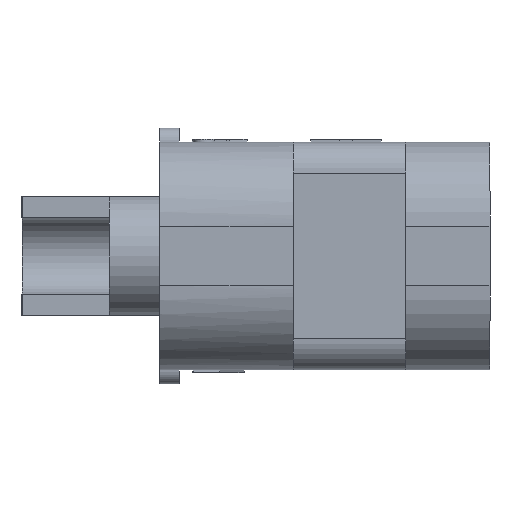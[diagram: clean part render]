
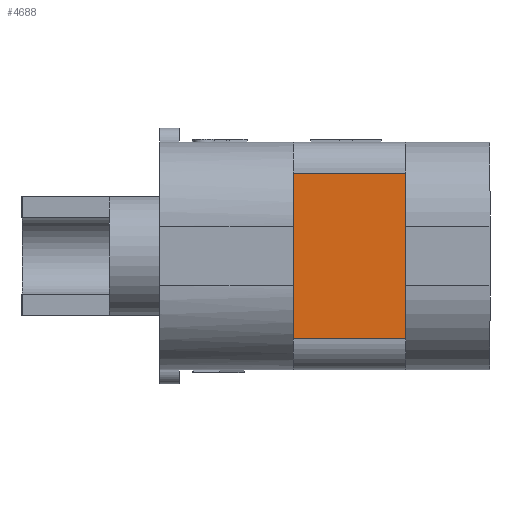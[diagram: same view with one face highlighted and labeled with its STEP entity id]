
A CAD part, left-side view. The second image highlights one B-rep face of the part: STEP entity #4688.
In plain terms, the highlighted planar face has unit normal (-1, 0, 0).
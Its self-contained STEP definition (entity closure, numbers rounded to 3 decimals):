
#187 = VERTEX_POINT ( 'NONE', #3363 ) ;
#518 = CARTESIAN_POINT ( 'NONE',  ( -13.6, 7., -4.05 ) ) ;
#850 = FACE_OUTER_BOUND ( 'NONE', #12172, .T. ) ;
#1631 = VECTOR ( 'NONE', #11334, 1000. ) ;
#2605 = DIRECTION ( 'NONE',  ( 0., -1., 0. ) ) ;
#2931 = CARTESIAN_POINT ( 'NONE',  ( -13.6, 3., -4.05 ) ) ;
#3155 = LINE ( 'NONE', #518, #1631 ) ;
#3363 = CARTESIAN_POINT ( 'NONE',  ( -13.6, 3., -2.95 ) ) ;
#3485 = CARTESIAN_POINT ( 'NONE',  ( -13.6, 7., -4.05 ) ) ;
#3714 = CARTESIAN_POINT ( 'NONE',  ( -13.6, 3., 2.95 ) ) ;
#3819 = CARTESIAN_POINT ( 'NONE',  ( -13.6, 7., -2.95 ) ) ;
#3994 = ORIENTED_EDGE ( 'NONE', *, *, #11376, .T. ) ;
#4639 = VERTEX_POINT ( 'NONE', #5849 ) ;
#4688 = ADVANCED_FACE ( 'NONE', ( #850 ), #14165, .F. ) ;
#4933 = EDGE_CURVE ( 'NONE', #4639, #5826, #3155, .T. ) ;
#5143 = VECTOR ( 'NONE', #13714, 1000. ) ;
#5377 = CARTESIAN_POINT ( 'NONE',  ( -13.6, 7., 2.95 ) ) ;
#5755 = ORIENTED_EDGE ( 'NONE', *, *, #4933, .F. ) ;
#5767 = ORIENTED_EDGE ( 'NONE', *, *, #13608, .T. ) ;
#5826 = VERTEX_POINT ( 'NONE', #9989 ) ;
#5849 = CARTESIAN_POINT ( 'NONE',  ( -13.6, 7., -2.95 ) ) ;
#6975 = LINE ( 'NONE', #3819, #13999 ) ;
#7392 = ORIENTED_EDGE ( 'NONE', *, *, #15309, .T. ) ;
#8388 = DIRECTION ( 'NONE',  ( 1., 0., 0. ) ) ;
#9113 = LINE ( 'NONE', #2931, #5143 ) ;
#9521 = VERTEX_POINT ( 'NONE', #3714 ) ;
#9989 = CARTESIAN_POINT ( 'NONE',  ( -13.6, 7., 2.95 ) ) ;
#10063 = LINE ( 'NONE', #5377, #12527 ) ;
#11334 = DIRECTION ( 'NONE',  ( 0., 0., 1. ) ) ;
#11376 = EDGE_CURVE ( 'NONE', #9521, #5826, #10063, .T. ) ;
#12172 = EDGE_LOOP ( 'NONE', ( #5755, #5767, #7392, #3994 ) ) ;
#12527 = VECTOR ( 'NONE', #13700, 1000. ) ;
#13239 = DIRECTION ( 'NONE',  ( 0., 0., -1. ) ) ;
#13608 = EDGE_CURVE ( 'NONE', #4639, #187, #6975, .T. ) ;
#13700 = DIRECTION ( 'NONE',  ( 0., 1., 0. ) ) ;
#13714 = DIRECTION ( 'NONE',  ( 0., 0., 1. ) ) ;
#13999 = VECTOR ( 'NONE', #2605, 1000. ) ;
#14165 = PLANE ( 'NONE',  #15061 ) ;
#15061 = AXIS2_PLACEMENT_3D ( 'NONE', #3485, #8388, #13239 ) ;
#15309 = EDGE_CURVE ( 'NONE', #187, #9521, #9113, .T. ) ;
